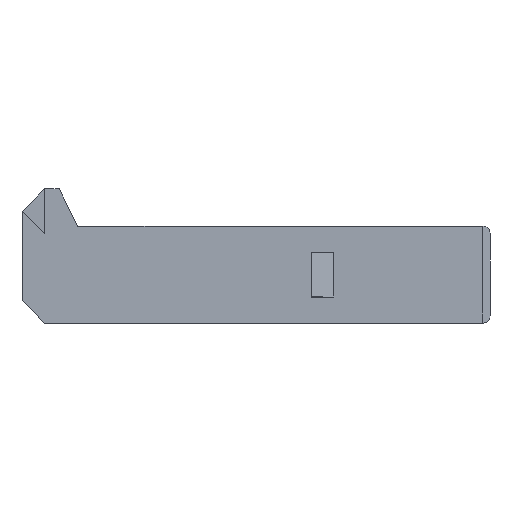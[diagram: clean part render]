
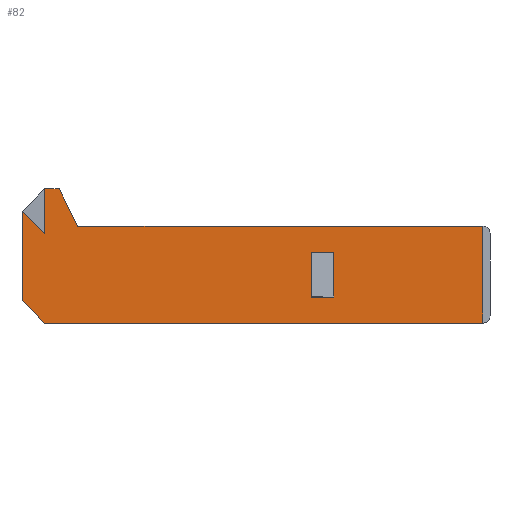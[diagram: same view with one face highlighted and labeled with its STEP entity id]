
A CAD part, top view. The second image highlights one B-rep face of the part: STEP entity #82.
In plain terms, the highlighted planar face has unit normal (0, 0, 1).
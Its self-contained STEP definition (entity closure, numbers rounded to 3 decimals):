
#5 = DIRECTION ( 'NONE',  ( 0., 0., 1. ) ) ;
#8 = DIRECTION ( 'NONE',  ( 1., 0., 0. ) ) ;
#12 = CARTESIAN_POINT ( 'NONE',  ( 0., 0., 1.8 ) ) ;
#15 = PLANE ( 'NONE',  #477 ) ;
#40 = VECTOR ( 'NONE', #602, 1000. ) ;
#82 = ADVANCED_FACE ( 'NONE', ( #286, #265 ), #15, .T. ) ;
#90 = EDGE_CURVE ( 'NONE', #410, #403, #165, .T. ) ;
#98 = EDGE_CURVE ( 'NONE', #417, #424, #149, .T. ) ;
#100 = EDGE_CURVE ( 'NONE', #419, #410, #177, .T. ) ;
#101 = LINE ( 'NONE', #601, #40 ) ;
#108 = VECTOR ( 'NONE', #604, 1000. ) ;
#113 = LINE ( 'NONE', #560, #117 ) ;
#117 = VECTOR ( 'NONE', #571, 1000. ) ;
#119 = VECTOR ( 'NONE', #621, 1000. ) ;
#121 = LINE ( 'NONE', #573, #108 ) ;
#122 = VECTOR ( 'NONE', #576, 1000. ) ;
#135 = LINE ( 'NONE', #622, #119 ) ;
#138 = LINE ( 'NONE', #578, #122 ) ;
#148 = VECTOR ( 'NONE', #505, 1000. ) ;
#149 = LINE ( 'NONE', #494, #176 ) ;
#154 = VECTOR ( 'NONE', #510, 1000. ) ;
#158 = LINE ( 'NONE', #518, #162 ) ;
#162 = VECTOR ( 'NONE', #521, 1000. ) ;
#164 = LINE ( 'NONE', #501, #174 ) ;
#165 = LINE ( 'NONE', #507, #170 ) ;
#166 = LINE ( 'NONE', #530, #169 ) ;
#167 = LINE ( 'NONE', #506, #172 ) ;
#169 = VECTOR ( 'NONE', #514, 1000. ) ;
#170 = VECTOR ( 'NONE', #531, 1000. ) ;
#172 = VECTOR ( 'NONE', #509, 1000. ) ;
#173 = LINE ( 'NONE', #492, #154 ) ;
#174 = VECTOR ( 'NONE', #574, 1000. ) ;
#176 = VECTOR ( 'NONE', #508, 1000. ) ;
#177 = LINE ( 'NONE', #503, #148 ) ;
#242 = EDGE_CURVE ( 'NONE', #396, #414, #167, .T. ) ;
#243 = EDGE_CURVE ( 'NONE', #419, #420, #173, .T. ) ;
#249 = EDGE_CURVE ( 'NONE', #411, #414, #158, .T. ) ;
#250 = EDGE_CURVE ( 'NONE', #412, #411, #166, .T. ) ;
#252 = EDGE_CURVE ( 'NONE', #420, #416, #164, .T. ) ;
#258 = EDGE_CURVE ( 'NONE', #415, #416, #138, .T. ) ;
#265 = FACE_BOUND ( 'NONE', #313, .T. ) ;
#286 = FACE_OUTER_BOUND ( 'NONE', #319, .T. ) ;
#299 = VERTEX_POINT ( 'NONE', #535 ) ;
#313 = EDGE_LOOP ( 'NONE', ( #402, #407, #360, #406 ) ) ;
#319 = EDGE_LOOP ( 'NONE', ( #408, #362, #395, #393, #404, #405, #409, #392, #401 ) ) ;
#360 = ORIENTED_EDGE ( 'NONE', *, *, #249, .T. ) ;
#362 = ORIENTED_EDGE ( 'NONE', *, *, #98, .T. ) ;
#392 = ORIENTED_EDGE ( 'NONE', *, *, #100, .T. ) ;
#393 = ORIENTED_EDGE ( 'NONE', *, *, #459, .T. ) ;
#395 = ORIENTED_EDGE ( 'NONE', *, *, #452, .T. ) ;
#396 = VERTEX_POINT ( 'NONE', #552 ) ;
#401 = ORIENTED_EDGE ( 'NONE', *, *, #90, .T. ) ;
#402 = ORIENTED_EDGE ( 'NONE', *, *, #450, .F. ) ;
#403 = VERTEX_POINT ( 'NONE', #563 ) ;
#404 = ORIENTED_EDGE ( 'NONE', *, *, #258, .T. ) ;
#405 = ORIENTED_EDGE ( 'NONE', *, *, #252, .F. ) ;
#406 = ORIENTED_EDGE ( 'NONE', *, *, #242, .F. ) ;
#407 = ORIENTED_EDGE ( 'NONE', *, *, #250, .T. ) ;
#408 = ORIENTED_EDGE ( 'NONE', *, *, #474, .T. ) ;
#409 = ORIENTED_EDGE ( 'NONE', *, *, #243, .F. ) ;
#410 = VERTEX_POINT ( 'NONE', #536 ) ;
#411 = VERTEX_POINT ( 'NONE', #583 ) ;
#412 = VERTEX_POINT ( 'NONE', #564 ) ;
#414 = VERTEX_POINT ( 'NONE', #584 ) ;
#415 = VERTEX_POINT ( 'NONE', #570 ) ;
#416 = VERTEX_POINT ( 'NONE', #541 ) ;
#417 = VERTEX_POINT ( 'NONE', #585 ) ;
#419 = VERTEX_POINT ( 'NONE', #539 ) ;
#420 = VERTEX_POINT ( 'NONE', #566 ) ;
#424 = VERTEX_POINT ( 'NONE', #557 ) ;
#450 = EDGE_CURVE ( 'NONE', #412, #396, #113, .T. ) ;
#452 = EDGE_CURVE ( 'NONE', #424, #299, #121, .T. ) ;
#459 = EDGE_CURVE ( 'NONE', #299, #415, #135, .T. ) ;
#474 = EDGE_CURVE ( 'NONE', #403, #417, #101, .T. ) ;
#477 = AXIS2_PLACEMENT_3D ( 'NONE', #12, #5, #8 ) ;
#492 = CARTESIAN_POINT ( 'NONE',  ( -62.8, 15., 1.8 ) ) ;
#494 = CARTESIAN_POINT ( 'NONE',  ( -1., 12., 1.8 ) ) ;
#501 = CARTESIAN_POINT ( 'NONE',  ( -59.8, 12., 1.8 ) ) ;
#503 = CARTESIAN_POINT ( 'NONE',  ( -62.8, 15., 1.8 ) ) ;
#505 = DIRECTION ( 'NONE',  ( 0., -1., 0. ) ) ;
#506 = CARTESIAN_POINT ( 'NONE',  ( -21., 9.5, 1.8 ) ) ;
#507 = CARTESIAN_POINT ( 'NONE',  ( -62.8, 3., 1.8 ) ) ;
#508 = DIRECTION ( 'NONE',  ( 0., 1., 0. ) ) ;
#509 = DIRECTION ( 'NONE',  ( -1., 0., 0. ) ) ;
#510 = DIRECTION ( 'NONE',  ( 0.707, -0.707, 0. ) ) ;
#514 = DIRECTION ( 'NONE',  ( -1., 0., 0. ) ) ;
#518 = CARTESIAN_POINT ( 'NONE',  ( -24., 3.5, 1.8 ) ) ;
#521 = DIRECTION ( 'NONE',  ( 0., 1., 0. ) ) ;
#530 = CARTESIAN_POINT ( 'NONE',  ( -21., 3.5, 1.8 ) ) ;
#531 = DIRECTION ( 'NONE',  ( 0.707, -0.707, 0. ) ) ;
#535 = CARTESIAN_POINT ( 'NONE',  ( -55.3, 13., 1.8 ) ) ;
#536 = CARTESIAN_POINT ( 'NONE',  ( -62.8, 3., 1.8 ) ) ;
#539 = CARTESIAN_POINT ( 'NONE',  ( -62.8, 15., 1.8 ) ) ;
#541 = CARTESIAN_POINT ( 'NONE',  ( -59.8, 18., 1.8 ) ) ;
#552 = CARTESIAN_POINT ( 'NONE',  ( -21., 9.5, 1.8 ) ) ;
#557 = CARTESIAN_POINT ( 'NONE',  ( -1., 13., 1.8 ) ) ;
#560 = CARTESIAN_POINT ( 'NONE',  ( -21., 3.5, 1.8 ) ) ;
#563 = CARTESIAN_POINT ( 'NONE',  ( -59.8, 0., 1.8 ) ) ;
#564 = CARTESIAN_POINT ( 'NONE',  ( -21., 3.5, 1.8 ) ) ;
#566 = CARTESIAN_POINT ( 'NONE',  ( -59.8, 12., 1.8 ) ) ;
#570 = CARTESIAN_POINT ( 'NONE',  ( -57.8, 18., 1.8 ) ) ;
#571 = DIRECTION ( 'NONE',  ( 0., 1., 0. ) ) ;
#573 = CARTESIAN_POINT ( 'NONE',  ( 0., 13., 1.8 ) ) ;
#574 = DIRECTION ( 'NONE',  ( 0., 1., 0. ) ) ;
#576 = DIRECTION ( 'NONE',  ( -1., 0., 0. ) ) ;
#578 = CARTESIAN_POINT ( 'NONE',  ( -57.8, 18., 1.8 ) ) ;
#583 = CARTESIAN_POINT ( 'NONE',  ( -24., 3.5, 1.8 ) ) ;
#584 = CARTESIAN_POINT ( 'NONE',  ( -24., 9.5, 1.8 ) ) ;
#585 = CARTESIAN_POINT ( 'NONE',  ( -1., 0., 1.8 ) ) ;
#601 = CARTESIAN_POINT ( 'NONE',  ( -59.8, 0., 1.8 ) ) ;
#602 = DIRECTION ( 'NONE',  ( 1., 0., 0. ) ) ;
#604 = DIRECTION ( 'NONE',  ( -1., 0., 0. ) ) ;
#621 = DIRECTION ( 'NONE',  ( -0.447, 0.894, 0. ) ) ;
#622 = CARTESIAN_POINT ( 'NONE',  ( -55.3, 13., 1.8 ) ) ;
